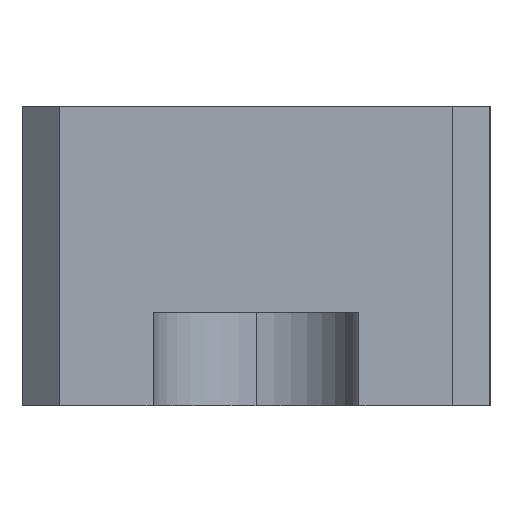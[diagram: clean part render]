
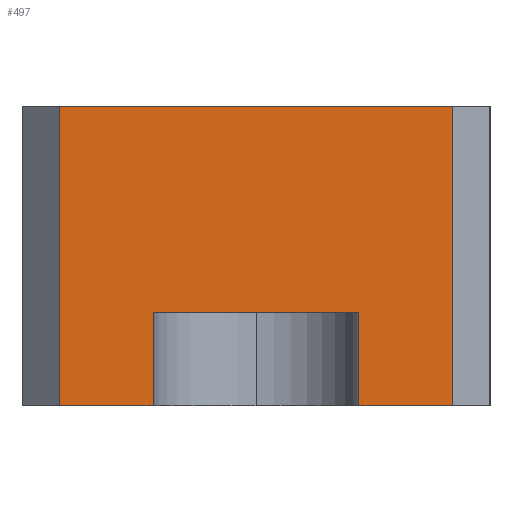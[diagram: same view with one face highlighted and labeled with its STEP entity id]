
A CAD part, left-side view. The second image highlights one B-rep face of the part: STEP entity #497.
In plain terms, the highlighted planar face has unit normal (-1, 0, 0).
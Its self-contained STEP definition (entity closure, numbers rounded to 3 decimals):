
#1 = DIRECTION ( 'NONE',  ( 0., 1., 0. ) ) ;
#3 = ORIENTED_EDGE ( 'NONE', *, *, #607, .F. ) ;
#13 = DIRECTION ( 'NONE',  ( 0., 0., -1. ) ) ;
#17 = DIRECTION ( 'NONE',  ( 0., 1., 0. ) ) ;
#22 = CARTESIAN_POINT ( 'NONE',  ( -110., -5.5, 5. ) ) ;
#45 = EDGE_CURVE ( 'NONE', #521, #249, #186, .T. ) ;
#54 = VERTEX_POINT ( 'NONE', #81 ) ;
#81 = CARTESIAN_POINT ( 'NONE',  ( -110., 5.5, 0. ) ) ;
#82 = EDGE_CURVE ( 'NONE', #445, #541, #456, .T. ) ;
#85 = CARTESIAN_POINT ( 'NONE',  ( -110., -10.5, 5. ) ) ;
#86 = LINE ( 'NONE', #195, #178 ) ;
#91 = LINE ( 'NONE', #316, #329 ) ;
#92 = VECTOR ( 'NONE', #1, 1000. ) ;
#94 = CARTESIAN_POINT ( 'NONE',  ( -110., 10.5, 16. ) ) ;
#111 = VECTOR ( 'NONE', #444, 1000. ) ;
#120 = VECTOR ( 'NONE', #13, 1000. ) ;
#134 = VECTOR ( 'NONE', #409, 1000. ) ;
#152 = CARTESIAN_POINT ( 'NONE',  ( -110., 10.5, 0. ) ) ;
#168 = VERTEX_POINT ( 'NONE', #628 ) ;
#178 = VECTOR ( 'NONE', #619, 1000. ) ;
#179 = VERTEX_POINT ( 'NONE', #22 ) ;
#181 = LINE ( 'NONE', #85, #567 ) ;
#183 = EDGE_LOOP ( 'NONE', ( #699, #428, #526, #707, #266, #505, #3, #286 ) ) ;
#186 = LINE ( 'NONE', #299, #111 ) ;
#195 = CARTESIAN_POINT ( 'NONE',  ( -110., 5.5, 16. ) ) ;
#202 = EDGE_CURVE ( 'NONE', #168, #54, #86, .T. ) ;
#210 = PLANE ( 'NONE',  #352 ) ;
#214 = DIRECTION ( 'NONE',  ( -1., 0., 0. ) ) ;
#249 = VERTEX_POINT ( 'NONE', #654 ) ;
#266 = ORIENTED_EDGE ( 'NONE', *, *, #442, .T. ) ;
#286 = ORIENTED_EDGE ( 'NONE', *, *, #202, .F. ) ;
#299 = CARTESIAN_POINT ( 'NONE',  ( -110., -10.5, 0. ) ) ;
#306 = LINE ( 'NONE', #664, #120 ) ;
#316 = CARTESIAN_POINT ( 'NONE',  ( -110., -10.5, 16. ) ) ;
#329 = VECTOR ( 'NONE', #522, 1000. ) ;
#350 = CARTESIAN_POINT ( 'NONE',  ( -110., -10.5, 16. ) ) ;
#352 = AXIS2_PLACEMENT_3D ( 'NONE', #625, #214, #525 ) ;
#356 = CARTESIAN_POINT ( 'NONE',  ( -110., -10.5, 16. ) ) ;
#365 = VERTEX_POINT ( 'NONE', #356 ) ;
#409 = DIRECTION ( 'NONE',  ( 0., 0., -1. ) ) ;
#412 = EDGE_CURVE ( 'NONE', #179, #249, #306, .T. ) ;
#428 = ORIENTED_EDGE ( 'NONE', *, *, #412, .T. ) ;
#442 = EDGE_CURVE ( 'NONE', #365, #445, #566, .T. ) ;
#444 = DIRECTION ( 'NONE',  ( 0., 1., 0. ) ) ;
#445 = VERTEX_POINT ( 'NONE', #506 ) ;
#449 = EDGE_CURVE ( 'NONE', #168, #179, #181, .T. ) ;
#456 = LINE ( 'NONE', #94, #134 ) ;
#460 = FACE_OUTER_BOUND ( 'NONE', #183, .T. ) ;
#474 = VECTOR ( 'NONE', #17, 1000. ) ;
#497 = ADVANCED_FACE ( 'NONE', ( #460 ), #210, .T. ) ;
#505 = ORIENTED_EDGE ( 'NONE', *, *, #82, .T. ) ;
#506 = CARTESIAN_POINT ( 'NONE',  ( -110., 10.5, 16. ) ) ;
#521 = VERTEX_POINT ( 'NONE', #640 ) ;
#522 = DIRECTION ( 'NONE',  ( 0., 0., -1. ) ) ;
#525 = DIRECTION ( 'NONE',  ( 0., 0., -1. ) ) ;
#526 = ORIENTED_EDGE ( 'NONE', *, *, #45, .F. ) ;
#541 = VERTEX_POINT ( 'NONE', #152 ) ;
#559 = DIRECTION ( 'NONE',  ( 0., -1., 0. ) ) ;
#566 = LINE ( 'NONE', #350, #474 ) ;
#567 = VECTOR ( 'NONE', #559, 1000. ) ;
#582 = EDGE_CURVE ( 'NONE', #365, #521, #91, .T. ) ;
#607 = EDGE_CURVE ( 'NONE', #54, #541, #705, .T. ) ;
#619 = DIRECTION ( 'NONE',  ( 0., 0., -1. ) ) ;
#625 = CARTESIAN_POINT ( 'NONE',  ( -110., -10.5, 16. ) ) ;
#628 = CARTESIAN_POINT ( 'NONE',  ( -110., 5.5, 5. ) ) ;
#640 = CARTESIAN_POINT ( 'NONE',  ( -110., -10.5, 0. ) ) ;
#654 = CARTESIAN_POINT ( 'NONE',  ( -110., -5.5, 0. ) ) ;
#664 = CARTESIAN_POINT ( 'NONE',  ( -110., -5.5, 16. ) ) ;
#694 = CARTESIAN_POINT ( 'NONE',  ( -110., -10.5, 0. ) ) ;
#699 = ORIENTED_EDGE ( 'NONE', *, *, #449, .T. ) ;
#705 = LINE ( 'NONE', #694, #92 ) ;
#707 = ORIENTED_EDGE ( 'NONE', *, *, #582, .F. ) ;
